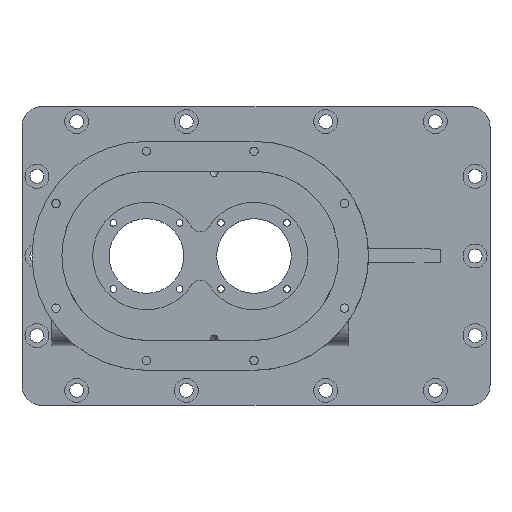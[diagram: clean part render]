
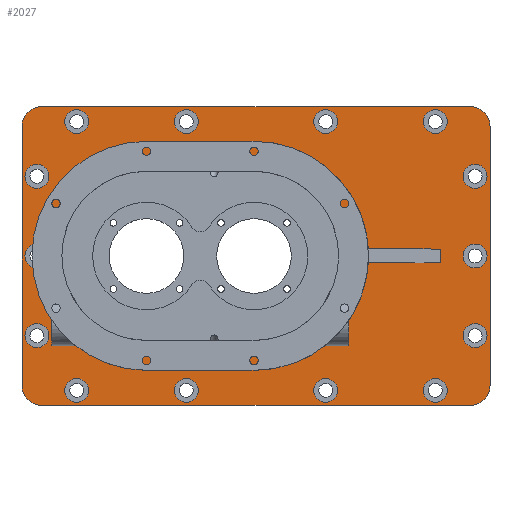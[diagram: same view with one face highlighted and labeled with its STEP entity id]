
A CAD part, top view. The second image highlights one B-rep face of the part: STEP entity #2027.
In plain terms, the highlighted planar face has unit normal (0, 0, 1).
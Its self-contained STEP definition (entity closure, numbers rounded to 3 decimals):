
#61=CIRCLE('',#2154,12.);
#89=CIRCLE('',#2197,12.);
#91=CIRCLE('',#2201,12.);
#93=CIRCLE('',#2205,12.);
#95=CIRCLE('',#2209,12.);
#97=CIRCLE('',#2213,12.);
#99=CIRCLE('',#2217,12.);
#101=CIRCLE('',#2221,12.);
#103=CIRCLE('',#2225,12.);
#105=CIRCLE('',#2229,12.);
#107=CIRCLE('',#2233,12.);
#109=CIRCLE('',#2237,12.);
#111=CIRCLE('',#2241,12.);
#113=CIRCLE('',#2245,12.);
#115=CIRCLE('',#2253,96.);
#119=CIRCLE('',#2260,96.);
#123=CIRCLE('',#2266,96.);
#124=CIRCLE('',#2267,20.);
#125=CIRCLE('',#2268,20.);
#126=CIRCLE('',#2269,20.);
#127=CIRCLE('',#2270,20.);
#176=LINE('',#3430,#253);
#178=LINE('',#3434,#255);
#182=LINE('',#3442,#259);
#192=LINE('',#3625,#269);
#193=LINE('',#3627,#270);
#194=LINE('',#3630,#271);
#195=LINE('',#3634,#272);
#196=LINE('',#3638,#273);
#197=LINE('',#3642,#274);
#253=VECTOR('',#2708,14.);
#255=VECTOR('',#2712,91.256);
#259=VECTOR('',#2718,91.256);
#269=VECTOR('',#2758,108.);
#270=VECTOR('',#2761,108.);
#271=VECTOR('',#2762,260.);
#272=VECTOR('',#2765,430.);
#273=VECTOR('',#2768,260.);
#274=VECTOR('',#2771,430.);
#341=PLANE('',#2265);
#449=FACE_BOUND('',#780,.T.);
#450=FACE_BOUND('',#781,.T.);
#451=FACE_BOUND('',#782,.T.);
#452=FACE_BOUND('',#783,.T.);
#453=FACE_BOUND('',#784,.T.);
#454=FACE_BOUND('',#785,.T.);
#455=FACE_BOUND('',#786,.T.);
#456=FACE_BOUND('',#787,.T.);
#457=FACE_BOUND('',#788,.T.);
#458=FACE_BOUND('',#789,.T.);
#459=FACE_BOUND('',#790,.T.);
#460=FACE_BOUND('',#791,.T.);
#461=FACE_BOUND('',#792,.T.);
#462=FACE_BOUND('',#793,.T.);
#463=FACE_BOUND('',#794,.T.);
#464=FACE_BOUND('',#795,.T.);
#780=EDGE_LOOP('',(#1537));
#781=EDGE_LOOP('',(#1538));
#782=EDGE_LOOP('',(#1539));
#783=EDGE_LOOP('',(#1540));
#784=EDGE_LOOP('',(#1541));
#785=EDGE_LOOP('',(#1542));
#786=EDGE_LOOP('',(#1543));
#787=EDGE_LOOP('',(#1544));
#788=EDGE_LOOP('',(#1545));
#789=EDGE_LOOP('',(#1546));
#790=EDGE_LOOP('',(#1547));
#791=EDGE_LOOP('',(#1548));
#792=EDGE_LOOP('',(#1549));
#793=EDGE_LOOP('',(#1550));
#794=EDGE_LOOP('',(#1551,#1552,#1553,#1554,#1555,#1556,#1557,#1558));
#795=EDGE_LOOP('',(#1559,#1560,#1561,#1562,#1563,#1564,#1565,#1566));
#978=VERTEX_POINT('',#3277);
#1006=VERTEX_POINT('',#3348);
#1008=VERTEX_POINT('',#3354);
#1010=VERTEX_POINT('',#3360);
#1012=VERTEX_POINT('',#3366);
#1014=VERTEX_POINT('',#3372);
#1016=VERTEX_POINT('',#3378);
#1018=VERTEX_POINT('',#3384);
#1020=VERTEX_POINT('',#3390);
#1022=VERTEX_POINT('',#3396);
#1024=VERTEX_POINT('',#3402);
#1026=VERTEX_POINT('',#3408);
#1028=VERTEX_POINT('',#3414);
#1030=VERTEX_POINT('',#3420);
#1033=VERTEX_POINT('',#3427);
#1034=VERTEX_POINT('',#3429);
#1035=VERTEX_POINT('',#3433);
#1038=VERTEX_POINT('',#3441);
#1043=VERTEX_POINT('',#3522);
#1049=VERTEX_POINT('',#3539);
#1050=VERTEX_POINT('',#3540);
#1056=VERTEX_POINT('',#3624);
#1057=VERTEX_POINT('',#3628);
#1058=VERTEX_POINT('',#3629);
#1059=VERTEX_POINT('',#3631);
#1060=VERTEX_POINT('',#3633);
#1061=VERTEX_POINT('',#3635);
#1062=VERTEX_POINT('',#3637);
#1063=VERTEX_POINT('',#3639);
#1064=VERTEX_POINT('',#3641);
#1177=EDGE_CURVE('',#978,#978,#61,.T.);
#1205=EDGE_CURVE('',#1006,#1006,#89,.T.);
#1207=EDGE_CURVE('',#1008,#1008,#91,.T.);
#1209=EDGE_CURVE('',#1010,#1010,#93,.T.);
#1211=EDGE_CURVE('',#1012,#1012,#95,.T.);
#1213=EDGE_CURVE('',#1014,#1014,#97,.T.);
#1215=EDGE_CURVE('',#1016,#1016,#99,.T.);
#1217=EDGE_CURVE('',#1018,#1018,#101,.T.);
#1219=EDGE_CURVE('',#1020,#1020,#103,.T.);
#1221=EDGE_CURVE('',#1022,#1022,#105,.T.);
#1223=EDGE_CURVE('',#1024,#1024,#107,.T.);
#1225=EDGE_CURVE('',#1026,#1026,#109,.T.);
#1227=EDGE_CURVE('',#1028,#1028,#111,.T.);
#1229=EDGE_CURVE('',#1030,#1030,#113,.T.);
#1232=EDGE_CURVE('',#1034,#1033,#176,.T.);
#1234=EDGE_CURVE('',#1035,#1034,#178,.T.);
#1238=EDGE_CURVE('',#1033,#1038,#182,.T.);
#1245=EDGE_CURVE('',#1038,#1043,#115,.T.);
#1252=EDGE_CURVE('',#1049,#1050,#119,.T.);
#1259=EDGE_CURVE('',#1050,#1056,#192,.T.);
#1260=EDGE_CURVE('',#1056,#1035,#123,.T.);
#1261=EDGE_CURVE('',#1043,#1049,#193,.T.);
#1262=EDGE_CURVE('',#1057,#1058,#194,.T.);
#1263=EDGE_CURVE('',#1059,#1057,#124,.T.);
#1264=EDGE_CURVE('',#1060,#1059,#195,.T.);
#1265=EDGE_CURVE('',#1061,#1060,#125,.T.);
#1266=EDGE_CURVE('',#1062,#1061,#196,.T.);
#1267=EDGE_CURVE('',#1063,#1062,#126,.T.);
#1268=EDGE_CURVE('',#1064,#1063,#197,.T.);
#1269=EDGE_CURVE('',#1058,#1064,#127,.T.);
#1537=ORIENTED_EDGE('',*,*,#1177,.T.);
#1538=ORIENTED_EDGE('',*,*,#1205,.T.);
#1539=ORIENTED_EDGE('',*,*,#1207,.T.);
#1540=ORIENTED_EDGE('',*,*,#1209,.T.);
#1541=ORIENTED_EDGE('',*,*,#1211,.T.);
#1542=ORIENTED_EDGE('',*,*,#1213,.T.);
#1543=ORIENTED_EDGE('',*,*,#1215,.T.);
#1544=ORIENTED_EDGE('',*,*,#1217,.T.);
#1545=ORIENTED_EDGE('',*,*,#1219,.T.);
#1546=ORIENTED_EDGE('',*,*,#1221,.T.);
#1547=ORIENTED_EDGE('',*,*,#1223,.T.);
#1548=ORIENTED_EDGE('',*,*,#1225,.T.);
#1549=ORIENTED_EDGE('',*,*,#1227,.T.);
#1550=ORIENTED_EDGE('',*,*,#1229,.T.);
#1551=ORIENTED_EDGE('',*,*,#1252,.T.);
#1552=ORIENTED_EDGE('',*,*,#1259,.T.);
#1553=ORIENTED_EDGE('',*,*,#1260,.T.);
#1554=ORIENTED_EDGE('',*,*,#1234,.T.);
#1555=ORIENTED_EDGE('',*,*,#1232,.T.);
#1556=ORIENTED_EDGE('',*,*,#1238,.T.);
#1557=ORIENTED_EDGE('',*,*,#1245,.T.);
#1558=ORIENTED_EDGE('',*,*,#1261,.T.);
#1559=ORIENTED_EDGE('',*,*,#1262,.F.);
#1560=ORIENTED_EDGE('',*,*,#1263,.F.);
#1561=ORIENTED_EDGE('',*,*,#1264,.F.);
#1562=ORIENTED_EDGE('',*,*,#1265,.F.);
#1563=ORIENTED_EDGE('',*,*,#1266,.F.);
#1564=ORIENTED_EDGE('',*,*,#1267,.F.);
#1565=ORIENTED_EDGE('',*,*,#1268,.F.);
#1566=ORIENTED_EDGE('',*,*,#1269,.F.);
#2027=ADVANCED_FACE('',(#449,#450,#451,#452,#453,#454,#455,#456,#457,#458,
#459,#460,#461,#462,#463,#464),#341,.T.);
#2154=AXIS2_PLACEMENT_3D('',#3278,#2517,#2518);
#2197=AXIS2_PLACEMENT_3D('',#3349,#2603,#2604);
#2201=AXIS2_PLACEMENT_3D('',#3355,#2611,#2612);
#2205=AXIS2_PLACEMENT_3D('',#3361,#2619,#2620);
#2209=AXIS2_PLACEMENT_3D('',#3367,#2627,#2628);
#2213=AXIS2_PLACEMENT_3D('',#3373,#2635,#2636);
#2217=AXIS2_PLACEMENT_3D('',#3379,#2643,#2644);
#2221=AXIS2_PLACEMENT_3D('',#3385,#2651,#2652);
#2225=AXIS2_PLACEMENT_3D('',#3391,#2659,#2660);
#2229=AXIS2_PLACEMENT_3D('',#3397,#2667,#2668);
#2233=AXIS2_PLACEMENT_3D('',#3403,#2675,#2676);
#2237=AXIS2_PLACEMENT_3D('',#3409,#2683,#2684);
#2241=AXIS2_PLACEMENT_3D('',#3415,#2691,#2692);
#2245=AXIS2_PLACEMENT_3D('',#3421,#2699,#2700);
#2253=AXIS2_PLACEMENT_3D('',#3524,#2727,#2728);
#2260=AXIS2_PLACEMENT_3D('',#3541,#2744,#2745);
#2265=AXIS2_PLACEMENT_3D('',#3623,#2756,#2757);
#2266=AXIS2_PLACEMENT_3D('',#3626,#2759,#2760);
#2267=AXIS2_PLACEMENT_3D('',#3632,#2763,#2764);
#2268=AXIS2_PLACEMENT_3D('',#3636,#2766,#2767);
#2269=AXIS2_PLACEMENT_3D('',#3640,#2769,#2770);
#2270=AXIS2_PLACEMENT_3D('',#3643,#2772,#2773);
#2517=DIRECTION('center_axis',(0.,0.,-1.));
#2518=DIRECTION('ref_axis',(-1.,0.,0.));
#2603=DIRECTION('center_axis',(0.,0.,-1.));
#2604=DIRECTION('ref_axis',(-1.,0.,0.));
#2611=DIRECTION('center_axis',(0.,0.,-1.));
#2612=DIRECTION('ref_axis',(-1.,0.,0.));
#2619=DIRECTION('center_axis',(0.,0.,-1.));
#2620=DIRECTION('ref_axis',(-1.,0.,0.));
#2627=DIRECTION('center_axis',(0.,0.,-1.));
#2628=DIRECTION('ref_axis',(-1.,0.,0.));
#2635=DIRECTION('center_axis',(0.,0.,-1.));
#2636=DIRECTION('ref_axis',(-1.,0.,0.));
#2643=DIRECTION('center_axis',(0.,0.,-1.));
#2644=DIRECTION('ref_axis',(-1.,0.,0.));
#2651=DIRECTION('center_axis',(0.,0.,-1.));
#2652=DIRECTION('ref_axis',(-1.,0.,0.));
#2659=DIRECTION('center_axis',(0.,0.,-1.));
#2660=DIRECTION('ref_axis',(-1.,0.,0.));
#2667=DIRECTION('center_axis',(0.,0.,-1.));
#2668=DIRECTION('ref_axis',(-1.,0.,0.));
#2675=DIRECTION('center_axis',(0.,0.,-1.));
#2676=DIRECTION('ref_axis',(-1.,0.,0.));
#2683=DIRECTION('center_axis',(0.,0.,-1.));
#2684=DIRECTION('ref_axis',(-1.,0.,0.));
#2691=DIRECTION('center_axis',(0.,0.,-1.));
#2692=DIRECTION('ref_axis',(-1.,0.,0.));
#2699=DIRECTION('center_axis',(0.,0.,-1.));
#2700=DIRECTION('ref_axis',(-1.,0.,0.));
#2708=DIRECTION('',(0.,-1.,0.));
#2712=DIRECTION('',(1.,0.,0.));
#2718=DIRECTION('',(-1.,0.,0.));
#2727=DIRECTION('center_axis',(0.,0.,-1.));
#2728=DIRECTION('ref_axis',(0.,-1.,0.));
#2744=DIRECTION('center_axis',(0.,0.,-1.));
#2745=DIRECTION('ref_axis',(0.,1.,0.));
#2756=DIRECTION('center_axis',(0.,0.,1.));
#2757=DIRECTION('ref_axis',(1.,0.,0.));
#2758=DIRECTION('',(1.,0.,0.));
#2759=DIRECTION('center_axis',(0.,0.,-1.));
#2760=DIRECTION('ref_axis',(0.,-1.,0.));
#2761=DIRECTION('',(-1.,0.,0.));
#2762=DIRECTION('',(0.,1.,0.));
#2763=DIRECTION('center_axis',(0.,0.,-1.));
#2764=DIRECTION('ref_axis',(-1.,0.,0.));
#2765=DIRECTION('',(-1.,0.,0.));
#2766=DIRECTION('center_axis',(0.,0.,-1.));
#2767=DIRECTION('ref_axis',(0.,-1.,0.));
#2768=DIRECTION('',(0.,-1.,0.));
#2769=DIRECTION('center_axis',(0.,0.,-1.));
#2770=DIRECTION('ref_axis',(1.,0.,0.));
#2771=DIRECTION('',(1.,0.,0.));
#2772=DIRECTION('center_axis',(0.,0.,-1.));
#2773=DIRECTION('ref_axis',(0.,1.,0.));
#3277=CARTESIAN_POINT('',(234.,0.,14.));
#3278=CARTESIAN_POINT('Origin',(222.,0.,14.));
#3348=CARTESIAN_POINT('',(234.,80.,14.));
#3349=CARTESIAN_POINT('Origin',(222.,80.,14.));
#3354=CARTESIAN_POINT('',(84.,135.,14.));
#3355=CARTESIAN_POINT('Origin',(72.,135.,14.));
#3360=CARTESIAN_POINT('',(-206.,80.,14.));
#3361=CARTESIAN_POINT('Origin',(-218.,80.,14.));
#3366=CARTESIAN_POINT('',(234.,-80.,14.));
#3367=CARTESIAN_POINT('Origin',(222.,-80.,14.));
#3372=CARTESIAN_POINT('',(84.,-135.,14.));
#3373=CARTESIAN_POINT('Origin',(72.,-135.,14.));
#3378=CARTESIAN_POINT('',(-166.,-135.,14.));
#3379=CARTESIAN_POINT('Origin',(-178.,-135.,14.));
#3384=CARTESIAN_POINT('',(-206.,-80.,14.));
#3385=CARTESIAN_POINT('Origin',(-218.,-80.,14.));
#3390=CARTESIAN_POINT('',(-56.,-135.,14.));
#3391=CARTESIAN_POINT('Origin',(-68.,-135.,14.));
#3396=CARTESIAN_POINT('',(194.,-135.,14.));
#3397=CARTESIAN_POINT('Origin',(182.,-135.,14.));
#3402=CARTESIAN_POINT('',(-206.,0.,14.));
#3403=CARTESIAN_POINT('Origin',(-218.,0.,14.));
#3408=CARTESIAN_POINT('',(-56.,135.,14.));
#3409=CARTESIAN_POINT('Origin',(-68.,135.,14.));
#3414=CARTESIAN_POINT('',(194.,135.,14.));
#3415=CARTESIAN_POINT('Origin',(182.,135.,14.));
#3420=CARTESIAN_POINT('',(-166.,135.,14.));
#3421=CARTESIAN_POINT('Origin',(-178.,135.,14.));
#3427=CARTESIAN_POINT('',(187.,-7.,14.));
#3429=CARTESIAN_POINT('',(187.,7.,14.));
#3430=CARTESIAN_POINT('',(187.,0.,14.));
#3433=CARTESIAN_POINT('',(95.744,7.,14.));
#3434=CARTESIAN_POINT('',(-67.895,7.,14.));
#3441=CARTESIAN_POINT('',(95.744,-7.,14.));
#3442=CARTESIAN_POINT('',(-67.895,-7.,14.));
#3522=CARTESIAN_POINT('',(0.,-96.,14.));
#3524=CARTESIAN_POINT('Origin',(0.,0.,14.));
#3539=CARTESIAN_POINT('',(-108.,-96.,14.));
#3540=CARTESIAN_POINT('',(-108.,96.,14.));
#3541=CARTESIAN_POINT('Origin',(-108.,0.,14.));
#3623=CARTESIAN_POINT('Origin',(2.,0.,
14.));
#3624=CARTESIAN_POINT('',(0.,96.,14.));
#3625=CARTESIAN_POINT('',(-53.,96.,14.));
#3626=CARTESIAN_POINT('Origin',(0.,0.,14.));
#3627=CARTESIAN_POINT('',(1.,-96.,14.));
#3628=CARTESIAN_POINT('',(-233.,-130.,14.));
#3629=CARTESIAN_POINT('',(-233.,130.,14.));
#3630=CARTESIAN_POINT('',(-233.,130.,14.));
#3631=CARTESIAN_POINT('',(-213.,-150.,14.));
#3632=CARTESIAN_POINT('Origin',(-213.,-130.,14.));
#3633=CARTESIAN_POINT('',(217.,-150.,14.));
#3634=CARTESIAN_POINT('',(-213.,-150.,14.));
#3635=CARTESIAN_POINT('',(237.,-130.,14.));
#3636=CARTESIAN_POINT('Origin',(217.,-130.,14.));
#3637=CARTESIAN_POINT('',(237.,130.,14.));
#3638=CARTESIAN_POINT('',(237.,-130.,14.));
#3639=CARTESIAN_POINT('',(217.,150.,14.));
#3640=CARTESIAN_POINT('Origin',(217.,130.,14.));
#3641=CARTESIAN_POINT('',(-213.,150.,14.));
#3642=CARTESIAN_POINT('',(217.,150.,14.));
#3643=CARTESIAN_POINT('Origin',(-213.,130.,14.));
